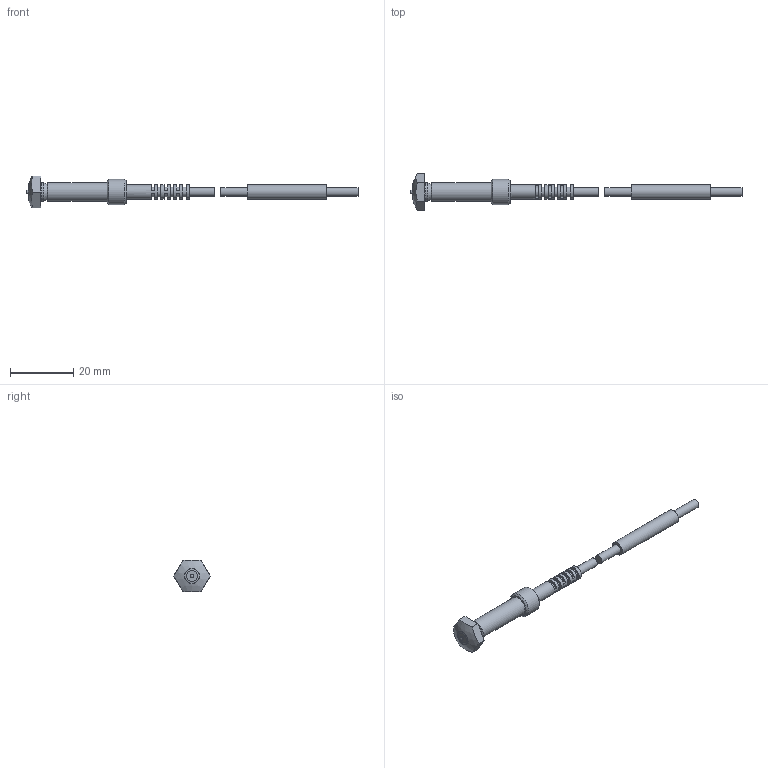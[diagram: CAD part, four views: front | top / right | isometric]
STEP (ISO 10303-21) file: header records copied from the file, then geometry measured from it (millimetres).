
FILE_DESCRIPTION (( 'STEP AP214' ), '1' );
FILE_NAME ('STE060PA-L.STEP', '2019-05-24T11:38:59', ( '' ), ( '' ), 'SwSTEP 2.0', 'SolidWorks 2018', '' );
FILE_SCHEMA (( 'AUTOMOTIVE_DESIGN' ));
Length unit declared in the file: inch
Products named in the file (1): STE060PA-L
Bounding box: 104.99 x 11.55 x 10 mm (x, y, z)
Volume: 2007.9 mm3; surface area: 1823 mm2
Topology: 2 solids, 2 shells, 77 faces, 159 edges, 105 vertices
Faces by surface type: plane 48, cylinder 21, cone 5, sphere 2, torus 1
Full cylindrical faces by diameter (mm): 1.2 x1, 2.8 x3, 3.1 x3, 4.45 x4, 4.5 x1, 6 x2, 8 x1
Entity records: 1925 total; most frequent: DIRECTION 352, CARTESIAN_POINT 304, ORIENTED_EDGE 256, AXIS2_PLACEMENT_3D 146, EDGE_CURVE 128, EDGE_LOOP 120, VERTEX_POINT 98, FACE_OUTER_BOUND 94
